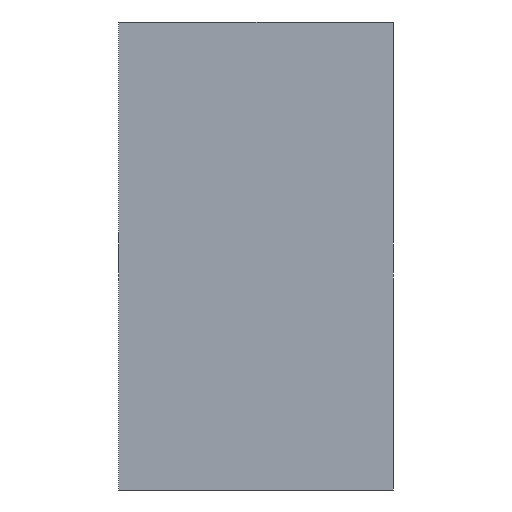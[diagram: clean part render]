
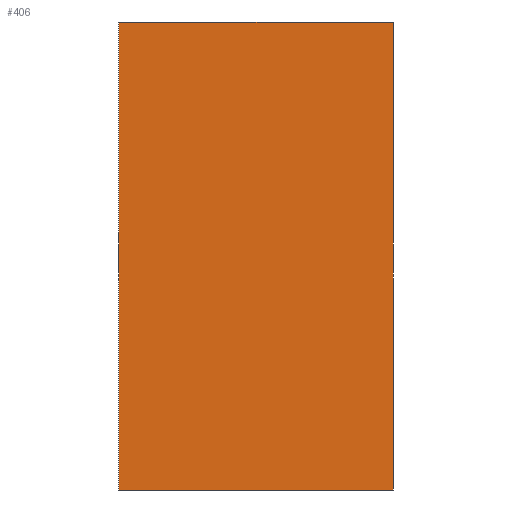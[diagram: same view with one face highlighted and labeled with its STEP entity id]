
A CAD part, left-side view. The second image highlights one B-rep face of the part: STEP entity #406.
In plain terms, the highlighted planar face has unit normal (-1, 0, 0).
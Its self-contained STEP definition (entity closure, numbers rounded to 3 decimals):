
#4 = VECTOR ( 'NONE', #1805, 1000. ) ;
#55 = EDGE_CURVE ( 'NONE', #1404, #1881, #112, .T. ) ;
#57 = AXIS2_PLACEMENT_3D ( 'NONE', #192, #1760, #802 ) ;
#94 = ORIENTED_EDGE ( 'NONE', *, *, #55, .T. ) ;
#112 = LINE ( 'NONE', #1821, #4 ) ;
#178 = FACE_OUTER_BOUND ( 'NONE', #1540, .T. ) ;
#192 = CARTESIAN_POINT ( 'NONE',  ( -34.448, 20., -17.068 ) ) ;
#218 = VERTEX_POINT ( 'NONE', #924 ) ;
#267 = EDGE_CURVE ( 'NONE', #1881, #218, #1831, .T. ) ;
#326 = DIRECTION ( 'NONE',  ( 0., 0., 1. ) ) ;
#354 = EDGE_CURVE ( 'NONE', #1404, #1268, #684, .T. ) ;
#406 = ADVANCED_FACE ( 'NONE', ( #178 ), #1594, .F. ) ;
#497 = CARTESIAN_POINT ( 'NONE',  ( -34.448, 20., -17.068 ) ) ;
#587 = LINE ( 'NONE', #1815, #1706 ) ;
#595 = DIRECTION ( 'NONE',  ( 0., -1., 0. ) ) ;
#635 = ORIENTED_EDGE ( 'NONE', *, *, #745, .F. ) ;
#655 = DIRECTION ( 'NONE',  ( 0., 0., 1. ) ) ;
#684 = LINE ( 'NONE', #953, #1247 ) ;
#745 = EDGE_CURVE ( 'NONE', #1268, #218, #587, .T. ) ;
#752 = CARTESIAN_POINT ( 'NONE',  ( -34.448, 0., -17.068 ) ) ;
#769 = CARTESIAN_POINT ( 'NONE',  ( -34.448, 20., 17.068 ) ) ;
#802 = DIRECTION ( 'NONE',  ( 0., 0., -1. ) ) ;
#924 = CARTESIAN_POINT ( 'NONE',  ( -34.448, 0., 17.068 ) ) ;
#953 = CARTESIAN_POINT ( 'NONE',  ( -34.448, 20., -17.068 ) ) ;
#1183 = ORIENTED_EDGE ( 'NONE', *, *, #267, .T. ) ;
#1247 = VECTOR ( 'NONE', #655, 1000. ) ;
#1268 = VERTEX_POINT ( 'NONE', #769 ) ;
#1404 = VERTEX_POINT ( 'NONE', #497 ) ;
#1456 = CARTESIAN_POINT ( 'NONE',  ( -34.448, 0., -17.068 ) ) ;
#1509 = VECTOR ( 'NONE', #326, 1000. ) ;
#1540 = EDGE_LOOP ( 'NONE', ( #1183, #635, #1724, #94 ) ) ;
#1594 = PLANE ( 'NONE',  #57 ) ;
#1706 = VECTOR ( 'NONE', #595, 1000. ) ;
#1724 = ORIENTED_EDGE ( 'NONE', *, *, #354, .F. ) ;
#1760 = DIRECTION ( 'NONE',  ( 1., 0., 0. ) ) ;
#1805 = DIRECTION ( 'NONE',  ( 0., -1., 0. ) ) ;
#1815 = CARTESIAN_POINT ( 'NONE',  ( -34.448, 20., 17.068 ) ) ;
#1821 = CARTESIAN_POINT ( 'NONE',  ( -34.448, 20., -17.068 ) ) ;
#1831 = LINE ( 'NONE', #752, #1509 ) ;
#1881 = VERTEX_POINT ( 'NONE', #1456 ) ;
